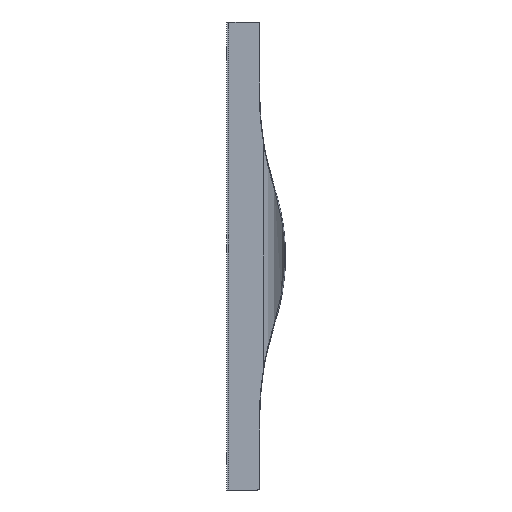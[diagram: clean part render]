
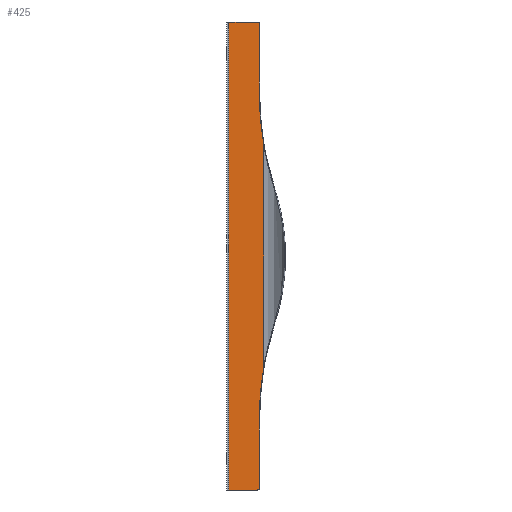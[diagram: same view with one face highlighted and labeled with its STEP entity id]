
A CAD part, front view. The second image highlights one B-rep face of the part: STEP entity #425.
In plain terms, the highlighted planar face has unit normal (0, -1, 0).
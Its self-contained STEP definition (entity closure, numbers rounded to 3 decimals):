
#28=PLANE('',#475);
#38=FACE_OUTER_BOUND('',#63,.T.);
#63=EDGE_LOOP('',(#308,#309,#310,#311,#312,#313,#314,#315,#316,#317));
#108=LINE('',#664,#140);
#112=LINE('',#672,#144);
#113=LINE('',#676,#145);
#114=LINE('',#680,#146);
#115=LINE('',#684,#147);
#116=LINE('',#685,#148);
#140=VECTOR('',#535,10.);
#144=VECTOR('',#541,10.);
#145=VECTOR('',#544,10.);
#146=VECTOR('',#547,10.);
#147=VECTOR('',#550,10.);
#148=VECTOR('',#551,10.);
#164=CIRCLE('',#468,1.5);
#169=CIRCLE('',#476,196.779);
#170=CIRCLE('',#477,196.779);
#171=CIRCLE('',#478,1.5);
#184=VERTEX_POINT('',#629);
#185=VERTEX_POINT('',#630);
#197=VERTEX_POINT('',#663);
#200=VERTEX_POINT('',#671);
#201=VERTEX_POINT('',#673);
#202=VERTEX_POINT('',#675);
#203=VERTEX_POINT('',#677);
#204=VERTEX_POINT('',#679);
#205=VERTEX_POINT('',#681);
#206=VERTEX_POINT('',#683);
#224=EDGE_CURVE('',#184,#185,#164,.T.);
#238=EDGE_CURVE('',#185,#197,#108,.T.);
#242=EDGE_CURVE('',#200,#184,#112,.T.);
#243=EDGE_CURVE('',#201,#200,#169,.T.);
#244=EDGE_CURVE('',#201,#202,#113,.T.);
#245=EDGE_CURVE('',#203,#202,#170,.T.);
#246=EDGE_CURVE('',#204,#203,#114,.T.);
#247=EDGE_CURVE('',#205,#204,#171,.T.);
#248=EDGE_CURVE('',#206,#205,#115,.T.);
#249=EDGE_CURVE('',#197,#206,#116,.T.);
#308=ORIENTED_EDGE('',*,*,#224,.F.);
#309=ORIENTED_EDGE('',*,*,#242,.F.);
#310=ORIENTED_EDGE('',*,*,#243,.F.);
#311=ORIENTED_EDGE('',*,*,#244,.T.);
#312=ORIENTED_EDGE('',*,*,#245,.F.);
#313=ORIENTED_EDGE('',*,*,#246,.F.);
#314=ORIENTED_EDGE('',*,*,#247,.F.);
#315=ORIENTED_EDGE('',*,*,#248,.F.);
#316=ORIENTED_EDGE('',*,*,#249,.F.);
#317=ORIENTED_EDGE('',*,*,#238,.F.);
#425=ADVANCED_FACE('',(#38),#28,.T.);
#468=AXIS2_PLACEMENT_3D('',#631,#513,#514);
#475=AXIS2_PLACEMENT_3D('',#670,#539,#540);
#476=AXIS2_PLACEMENT_3D('',#674,#542,#543);
#477=AXIS2_PLACEMENT_3D('',#678,#545,#546);
#478=AXIS2_PLACEMENT_3D('',#682,#548,#549);
#513=DIRECTION('center_axis',(0.,1.,0.));
#514=DIRECTION('ref_axis',(0.707,0.,-0.707));
#535=DIRECTION('',(-1.,0.,0.));
#539=DIRECTION('center_axis',(0.,-1.,0.));
#540=DIRECTION('ref_axis',(1.,0.,0.));
#541=DIRECTION('',(0.,0.,-1.));
#542=DIRECTION('center_axis',(0.,-1.,0.));
#543=DIRECTION('ref_axis',(-0.997,0.,0.082));
#544=DIRECTION('',(0.,0.,1.));
#545=DIRECTION('center_axis',(0.,-1.,0.));
#546=DIRECTION('ref_axis',(-0.997,0.,-0.082));
#547=DIRECTION('',(0.,0.,-1.));
#548=DIRECTION('center_axis',(0.,1.,0.));
#549=DIRECTION('ref_axis',(0.707,0.,0.707));
#550=DIRECTION('',(1.,0.,0.));
#551=DIRECTION('',(0.,0.,1.));
#629=CARTESIAN_POINT('',(20.8,12.5,0.752));
#630=CARTESIAN_POINT('',(19.5,12.5,0.));
#631=CARTESIAN_POINT('Origin',(19.5,12.5,1.5));
#663=CARTESIAN_POINT('',(1.5,12.5,0.));
#664=CARTESIAN_POINT('',(23.658,12.5,0.));
#670=CARTESIAN_POINT('Origin',(1.5,12.5,0.));
#671=CARTESIAN_POINT('',(20.8,12.5,45.));
#672=CARTESIAN_POINT('',(20.8,12.5,22.5));
#673=CARTESIAN_POINT('',(23.658,12.5,78.418));
#674=CARTESIAN_POINT('Origin',(217.579,12.5,45.));
#675=CARTESIAN_POINT('',(23.658,12.5,217.582));
#676=CARTESIAN_POINT('',(23.658,12.5,0.));
#677=CARTESIAN_POINT('',(20.8,12.5,251.));
#678=CARTESIAN_POINT('Origin',(217.579,12.5,251.));
#679=CARTESIAN_POINT('',(20.8,12.5,295.248));
#680=CARTESIAN_POINT('',(20.8,12.5,148.));
#681=CARTESIAN_POINT('',(19.5,12.5,296.));
#682=CARTESIAN_POINT('Origin',(19.5,12.5,294.5));
#683=CARTESIAN_POINT('',(1.5,12.5,296.));
#684=CARTESIAN_POINT('',(23.658,12.5,296.));
#685=CARTESIAN_POINT('',(1.5,12.5,0.));
